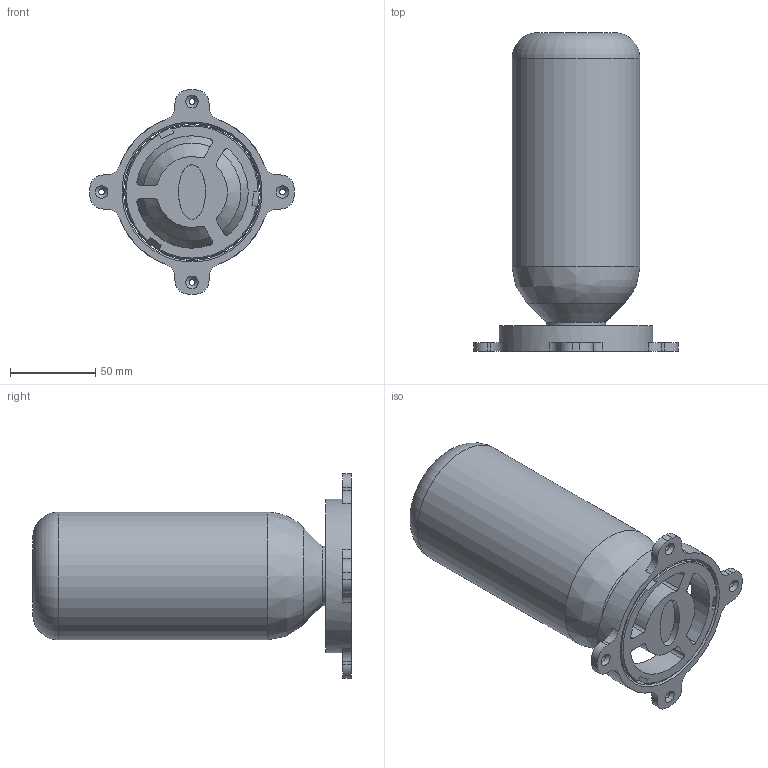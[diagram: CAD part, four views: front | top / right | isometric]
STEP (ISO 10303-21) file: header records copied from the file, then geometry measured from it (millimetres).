
FILE_DESCRIPTION(/* description */ (''),/* implementation_level */ '2;1');
FILE_NAME(/* name */ 'узел бутылки (1).stp',/* time_stamp */ '2025-02-10T19:56:03+03:00',/* author */ ('User'),/* organization */ (''),/* preprocessor_version */ 'ST-DEVELOPER v18.1',/* originating_system */ 'Autodesk Inventor 2022',/* authorisation */ '');
FILE_SCHEMA (('AUTOMOTIVE_DESIGN { 1 0 10303 214 3 1 1 }'));
Length unit declared in the file: millimetre
Products named in the file (4): узел бутылки; Основание бутылки; переходник бутылки; Бутылка_2
Assembly tree (3 placements, depth 2):
  узел бутылки
    Основание бутылки
    переходник бутылки
    Бутылка_2
Bounding box: 120 x 187 x 120 mm (x, y, z)
Volume: 768243.1 mm3; surface area: 74909.5 mm2
Topology: 3 solids, 3 shells, 118 faces, 317 edges, 209 vertices
Faces by surface type: cylinder 50, plane 44, cone 21, bspline 2, torus 1
Full cylindrical faces by diameter (mm): 3.4 x4, 35 x1, 35.5 x1, 75 x1, 79 x1, 80.3 x1, 90.3 x1
Entity records: 3995 total; most frequent: CARTESIAN_POINT 707, DIRECTION 699, ORIENTED_EDGE 634, EDGE_CURVE 317, AXIS2_PLACEMENT_3D 265, VERTEX_POINT 209, LINE 169, VECTOR 169
